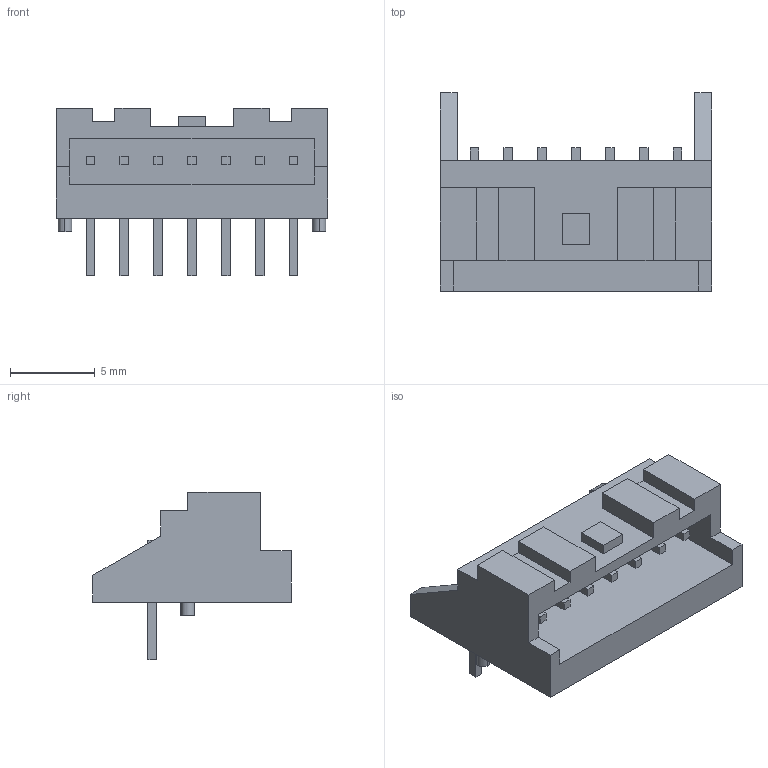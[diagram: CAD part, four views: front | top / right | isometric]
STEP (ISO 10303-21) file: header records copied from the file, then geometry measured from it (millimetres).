
FILE_DESCRIPTION(('FreeCAD Model'),'2;1');
FILE_NAME('S07B-PASK-2.step', '2019-07-04T10:49:20',('kicad StepUp'),('ksu MCAD'), 'Open CASCADE STEP processor 7.3','FreeCAD','Unknown');
FILE_SCHEMA(('AUTOMOTIVE_DESIGN { 1 0 10303 214 1 1 1 1 }'));
Length unit declared in the file: millimetre
Products named in the file (1): S07B-PASK-2
Bounding box: 16 x 11.7 x 9.9 mm (x, y, z)
Volume: 501.3 mm3; surface area: 899.1 mm2
Topology: 1 solids, 1 shells, 129 faces, 330 edges, 220 vertices
Faces by surface type: plane 125, cylinder 4
Entity records: 4748 total; most frequent: CARTESIAN_POINT 680, ORIENTED_EDGE 660, DIRECTION 598, EDGE_CURVE 330, LINE 322, VECTOR 322, VERTEX_POINT 220, FACE_BOUND 146
